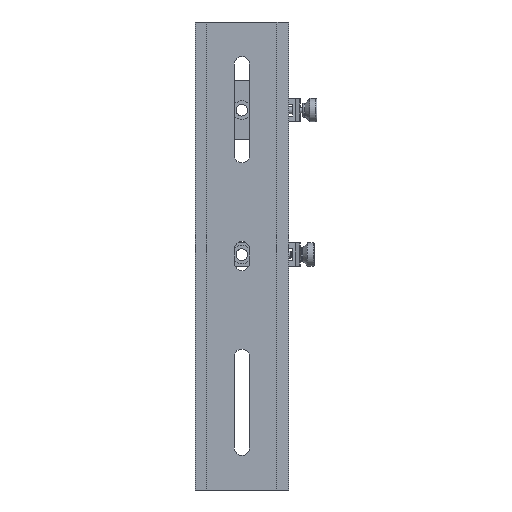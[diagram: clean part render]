
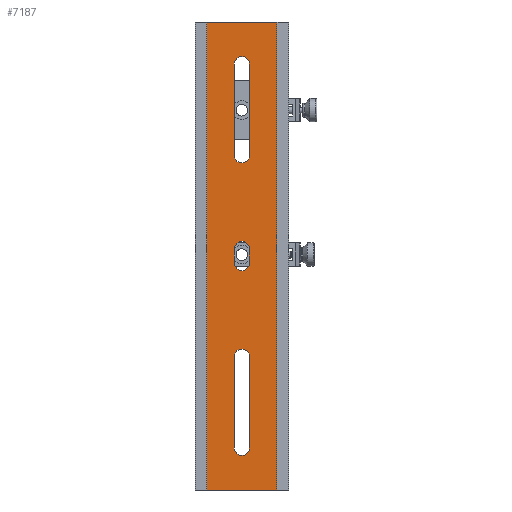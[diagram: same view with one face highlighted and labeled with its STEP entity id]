
A CAD part, front view. The second image highlights one B-rep face of the part: STEP entity #7187.
In plain terms, the highlighted planar face has unit normal (0, -1, 0).
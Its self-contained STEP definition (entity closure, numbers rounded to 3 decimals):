
#341 = ORIENTED_EDGE ( 'NONE', *, *, #33509, .T. ) ;
#507 = VECTOR ( 'NONE', #61489, 1000. ) ;
#576 = VERTEX_POINT ( 'NONE', #19171 ) ;
#734 = ORIENTED_EDGE ( 'NONE', *, *, #800, .F. ) ;
#800 = EDGE_CURVE ( 'NONE', #8454, #39868, #43246, .T. ) ;
#1234 = DIRECTION ( 'NONE',  ( 0., -1., 0. ) ) ;
#3024 = DIRECTION ( 'NONE',  ( 1., 0., 0. ) ) ;
#3221 = CARTESIAN_POINT ( 'NONE',  ( 3.25, -6., 82. ) ) ;
#3494 = VERTEX_POINT ( 'NONE', #15603 ) ;
#4193 = DIRECTION ( 'NONE',  ( 0., -1., 0. ) ) ;
#5324 = EDGE_CURVE ( 'NONE', #39868, #25071, #66085, .T. ) ;
#5840 = EDGE_LOOP ( 'NONE', ( #37968, #734, #39696, #35034 ) ) ;
#5926 = ORIENTED_EDGE ( 'NONE', *, *, #7246, .F. ) ;
#6420 = ORIENTED_EDGE ( 'NONE', *, *, #60505, .F. ) ;
#6434 = EDGE_LOOP ( 'NONE', ( #65424, #32530, #46615, #5926 ) ) ;
#6968 = DIRECTION ( 'NONE',  ( 1., 0., 0. ) ) ;
#7187 = ADVANCED_FACE ( 'NONE', ( #36811, #36485, #41294, #37482 ), #52667, .T. ) ;
#7246 = EDGE_CURVE ( 'NONE', #48640, #16309, #9178, .T. ) ;
#7305 = EDGE_CURVE ( 'NONE', #8454, #48831, #51234, .T. ) ;
#8169 = DIRECTION ( 'NONE',  ( 0., 0., -1. ) ) ;
#8454 = VERTEX_POINT ( 'NONE', #66672 ) ;
#8693 = CARTESIAN_POINT ( 'NONE',  ( 0., -6., -82. ) ) ;
#9178 = LINE ( 'NONE', #61912, #33136 ) ;
#10647 = DIRECTION ( 'NONE',  ( 1., 0., 0. ) ) ;
#10694 = CARTESIAN_POINT ( 'NONE',  ( 15., -6., 100. ) ) ;
#11300 = AXIS2_PLACEMENT_3D ( 'NONE', #48444, #1234, #64978 ) ;
#11489 = EDGE_CURVE ( 'NONE', #23985, #46538, #48686, .T. ) ;
#12411 = EDGE_CURVE ( 'NONE', #26339, #576, #50826, .T. ) ;
#13798 = AXIS2_PLACEMENT_3D ( 'NONE', #67711, #63195, #20124 ) ;
#13869 = CARTESIAN_POINT ( 'NONE',  ( 3.25, -6., 0. ) ) ;
#14538 = CARTESIAN_POINT ( 'NONE',  ( -15., -6., 294.662 ) ) ;
#14777 = DIRECTION ( 'NONE',  ( 1., 0., 0. ) ) ;
#14859 = DIRECTION ( 'NONE',  ( 0., 0., -1. ) ) ;
#15224 = DIRECTION ( 'NONE',  ( 0., 0., -1. ) ) ;
#15603 = CARTESIAN_POINT ( 'NONE',  ( 3.25, -6., 43. ) ) ;
#16309 = VERTEX_POINT ( 'NONE', #52688 ) ;
#16587 = VECTOR ( 'NONE', #45735, 1000. ) ;
#17432 = EDGE_CURVE ( 'NONE', #58488, #48640, #46790, .T. ) ;
#18121 = AXIS2_PLACEMENT_3D ( 'NONE', #24800, #48205, #10647 ) ;
#19171 = CARTESIAN_POINT ( 'NONE',  ( -3.25, -6., 43. ) ) ;
#19492 = DIRECTION ( 'NONE',  ( 0., 0., -1. ) ) ;
#19955 = CARTESIAN_POINT ( 'NONE',  ( 0., -6., 3. ) ) ;
#20124 = DIRECTION ( 'NONE',  ( 1., 0., 0. ) ) ;
#21142 = CARTESIAN_POINT ( 'NONE',  ( 15., -6., -100. ) ) ;
#22801 = CARTESIAN_POINT ( 'NONE',  ( 0., -6., 100. ) ) ;
#22926 = CARTESIAN_POINT ( 'NONE',  ( 3.25, -6., 0. ) ) ;
#23380 = CARTESIAN_POINT ( 'NONE',  ( 15., -6., 294.662 ) ) ;
#23857 = LINE ( 'NONE', #14538, #47230 ) ;
#23985 = VERTEX_POINT ( 'NONE', #44966 ) ;
#24353 = CARTESIAN_POINT ( 'NONE',  ( 3.25, -6., 0. ) ) ;
#24800 = CARTESIAN_POINT ( 'NONE',  ( 0., -6., 82. ) ) ;
#24805 = ORIENTED_EDGE ( 'NONE', *, *, #11489, .F. ) ;
#24811 = CIRCLE ( 'NONE', #13798, 3.25 ) ;
#25071 = VERTEX_POINT ( 'NONE', #30204 ) ;
#25241 = VECTOR ( 'NONE', #25556, 1000. ) ;
#25556 = DIRECTION ( 'NONE',  ( 1., 0., 0. ) ) ;
#25568 = ORIENTED_EDGE ( 'NONE', *, *, #33987, .T. ) ;
#25618 = CARTESIAN_POINT ( 'NONE',  ( -3.25, -6., 0. ) ) ;
#25775 = DIRECTION ( 'NONE',  ( 0., -1., 0. ) ) ;
#26229 = CARTESIAN_POINT ( 'NONE',  ( 0., -6., -100. ) ) ;
#26339 = VERTEX_POINT ( 'NONE', #40916 ) ;
#26487 = CARTESIAN_POINT ( 'NONE',  ( -3.25, -6., -43. ) ) ;
#26660 = CARTESIAN_POINT ( 'NONE',  ( -15., -6., -100. ) ) ;
#27653 = VERTEX_POINT ( 'NONE', #26660 ) ;
#27879 = EDGE_LOOP ( 'NONE', ( #48467, #25568, #6420, #52278 ) ) ;
#27885 = VERTEX_POINT ( 'NONE', #3221 ) ;
#30047 = DIRECTION ( 'NONE',  ( 1., 0., 0. ) ) ;
#30204 = CARTESIAN_POINT ( 'NONE',  ( -3.25, -6., -82. ) ) ;
#32530 = ORIENTED_EDGE ( 'NONE', *, *, #64258, .T. ) ;
#32597 = CARTESIAN_POINT ( 'NONE',  ( 3.25, -6., 3. ) ) ;
#33136 = VECTOR ( 'NONE', #19492, 1000. ) ;
#33509 = EDGE_CURVE ( 'NONE', #27653, #57386, #67949, .T. ) ;
#33987 = EDGE_CURVE ( 'NONE', #27885, #3494, #60856, .T. ) ;
#34374 = ORIENTED_EDGE ( 'NONE', *, *, #47785, .T. ) ;
#35034 = ORIENTED_EDGE ( 'NONE', *, *, #38257, .F. ) ;
#35752 = CARTESIAN_POINT ( 'NONE',  ( 3.25, -6., -82. ) ) ;
#36141 = DIRECTION ( 'NONE',  ( 1., 0., 0. ) ) ;
#36485 = FACE_BOUND ( 'NONE', #5840, .T. ) ;
#36811 = FACE_OUTER_BOUND ( 'NONE', #61438, .T. ) ;
#37482 = FACE_BOUND ( 'NONE', #6434, .T. ) ;
#37968 = ORIENTED_EDGE ( 'NONE', *, *, #5324, .F. ) ;
#38257 = EDGE_CURVE ( 'NONE', #25071, #48831, #41645, .T. ) ;
#38519 = EDGE_CURVE ( 'NONE', #16309, #65279, #48276, .T. ) ;
#38534 = VECTOR ( 'NONE', #45000, 1000. ) ;
#39210 = VECTOR ( 'NONE', #55099, 1000. ) ;
#39696 = ORIENTED_EDGE ( 'NONE', *, *, #7305, .T. ) ;
#39868 = VERTEX_POINT ( 'NONE', #26487 ) ;
#40788 = EDGE_CURVE ( 'NONE', #57386, #46538, #49923, .T. ) ;
#40916 = CARTESIAN_POINT ( 'NONE',  ( -3.25, -6., 82. ) ) ;
#41294 = FACE_BOUND ( 'NONE', #27879, .T. ) ;
#41645 = CIRCLE ( 'NONE', #61475, 3.25 ) ;
#43246 = CIRCLE ( 'NONE', #11300, 3.25 ) ;
#43479 = AXIS2_PLACEMENT_3D ( 'NONE', #19955, #62017, #14777 ) ;
#43907 = AXIS2_PLACEMENT_3D ( 'NONE', #65388, #44715, #3024 ) ;
#44715 = DIRECTION ( 'NONE',  ( 0., -1., 0. ) ) ;
#44966 = CARTESIAN_POINT ( 'NONE',  ( -15., -6., 100. ) ) ;
#45000 = DIRECTION ( 'NONE',  ( 0., 0., -1. ) ) ;
#45735 = DIRECTION ( 'NONE',  ( 0., 0., -1. ) ) ;
#46538 = VERTEX_POINT ( 'NONE', #10694 ) ;
#46615 = ORIENTED_EDGE ( 'NONE', *, *, #38519, .F. ) ;
#46790 = CIRCLE ( 'NONE', #43479, 3.25 ) ;
#47230 = VECTOR ( 'NONE', #14859, 1000. ) ;
#47785 = EDGE_CURVE ( 'NONE', #23985, #27653, #23857, .T. ) ;
#48205 = DIRECTION ( 'NONE',  ( 0., -1., 0. ) ) ;
#48276 = CIRCLE ( 'NONE', #43907, 3.25 ) ;
#48444 = CARTESIAN_POINT ( 'NONE',  ( 0., -6., -43. ) ) ;
#48467 = ORIENTED_EDGE ( 'NONE', *, *, #58882, .F. ) ;
#48640 = VERTEX_POINT ( 'NONE', #66106 ) ;
#48686 = LINE ( 'NONE', #22801, #55479 ) ;
#48831 = VERTEX_POINT ( 'NONE', #35752 ) ;
#49923 = LINE ( 'NONE', #23380, #39210 ) ;
#50826 = LINE ( 'NONE', #25618, #507 ) ;
#51234 = LINE ( 'NONE', #24353, #60658 ) ;
#51248 = CARTESIAN_POINT ( 'NONE',  ( -3.25, -6., 0. ) ) ;
#52135 = CARTESIAN_POINT ( 'NONE',  ( 3.25, -6., -3. ) ) ;
#52278 = ORIENTED_EDGE ( 'NONE', *, *, #12411, .F. ) ;
#52667 = PLANE ( 'NONE',  #62854 ) ;
#52688 = CARTESIAN_POINT ( 'NONE',  ( -3.25, -6., -3. ) ) ;
#54800 = VECTOR ( 'NONE', #15224, 1000. ) ;
#55099 = DIRECTION ( 'NONE',  ( 0., 0., 1. ) ) ;
#55479 = VECTOR ( 'NONE', #6968, 1000. ) ;
#55794 = ORIENTED_EDGE ( 'NONE', *, *, #40788, .T. ) ;
#56291 = LINE ( 'NONE', #13869, #54800 ) ;
#57386 = VERTEX_POINT ( 'NONE', #21142 ) ;
#58165 = CARTESIAN_POINT ( 'NONE',  ( 0., -6., 0. ) ) ;
#58488 = VERTEX_POINT ( 'NONE', #32597 ) ;
#58767 = CIRCLE ( 'NONE', #18121, 3.25 ) ;
#58882 = EDGE_CURVE ( 'NONE', #27885, #26339, #58767, .T. ) ;
#60505 = EDGE_CURVE ( 'NONE', #576, #3494, #24811, .T. ) ;
#60658 = VECTOR ( 'NONE', #8169, 1000. ) ;
#60856 = LINE ( 'NONE', #22926, #38534 ) ;
#61438 = EDGE_LOOP ( 'NONE', ( #34374, #341, #55794, #24805 ) ) ;
#61475 = AXIS2_PLACEMENT_3D ( 'NONE', #8693, #4193, #30047 ) ;
#61489 = DIRECTION ( 'NONE',  ( 0., 0., -1. ) ) ;
#61912 = CARTESIAN_POINT ( 'NONE',  ( -3.25, -6., 0. ) ) ;
#62017 = DIRECTION ( 'NONE',  ( 0., -1., 0. ) ) ;
#62854 = AXIS2_PLACEMENT_3D ( 'NONE', #58165, #25775, #36141 ) ;
#63195 = DIRECTION ( 'NONE',  ( 0., -1., 0. ) ) ;
#64258 = EDGE_CURVE ( 'NONE', #58488, #65279, #56291, .T. ) ;
#64978 = DIRECTION ( 'NONE',  ( 1., 0., 0. ) ) ;
#65279 = VERTEX_POINT ( 'NONE', #52135 ) ;
#65388 = CARTESIAN_POINT ( 'NONE',  ( 0., -6., -3. ) ) ;
#65424 = ORIENTED_EDGE ( 'NONE', *, *, #17432, .F. ) ;
#66085 = LINE ( 'NONE', #51248, #16587 ) ;
#66106 = CARTESIAN_POINT ( 'NONE',  ( -3.25, -6., 3. ) ) ;
#66672 = CARTESIAN_POINT ( 'NONE',  ( 3.25, -6., -43. ) ) ;
#67711 = CARTESIAN_POINT ( 'NONE',  ( 0., -6., 43. ) ) ;
#67949 = LINE ( 'NONE', #26229, #25241 ) ;
